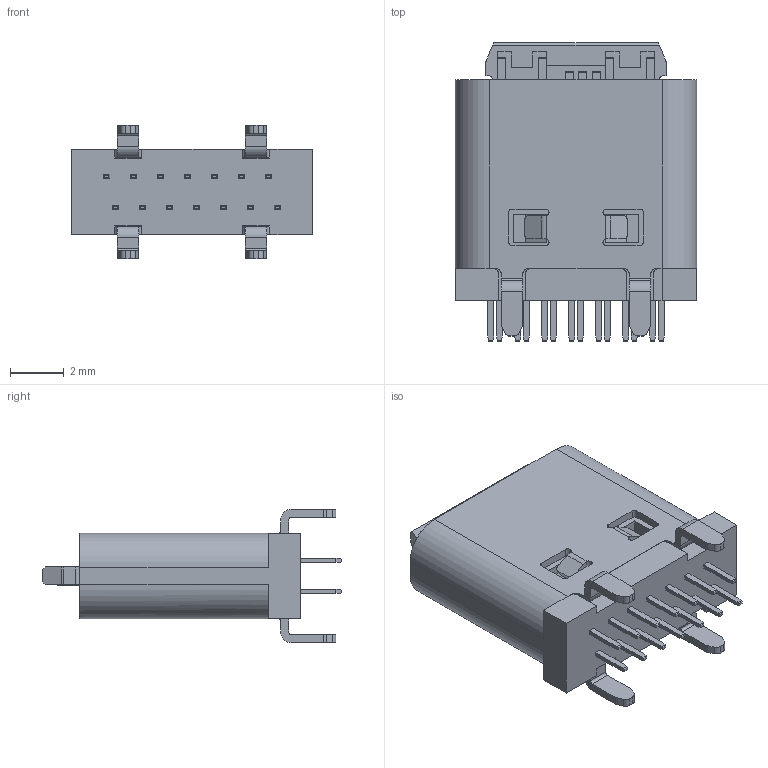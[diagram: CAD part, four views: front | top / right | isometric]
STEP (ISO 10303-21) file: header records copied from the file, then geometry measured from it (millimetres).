
FILE_DESCRIPTION (( 'STEP AP214' ), '1' );
FILE_NAME ('8.2-2.STEP', '2021-09-08T12:46:54', ( '微软用户' ), ( '微软中国' ), 'SwSTEP 2.0', 'SolidWorks 2012', '' );
FILE_SCHEMA (( 'AUTOMOTIVE_DESIGN' ));
Length unit declared in the file: millimetre
Products named in the file (1): 8.2-2
Bounding box: 8.94 x 11.07 x 4.96 mm (x, y, z)
Volume: 181.7 mm3; surface area: 577.3 mm2
Topology: 1 solids, 5 shells, 524 faces, 1475 edges, 972 vertices
Faces by surface type: plane 376, cylinder 131, cone 11, bspline 4, torus 2
Entity records: 17075 total; most frequent: CARTESIAN_POINT 3472, ORIENTED_EDGE 2950, DIRECTION 2653, EDGE_CURVE 1475, VECTOR 1151, LINE 1151, VERTEX_POINT 972, AXIS2_PLACEMENT_3D 751
